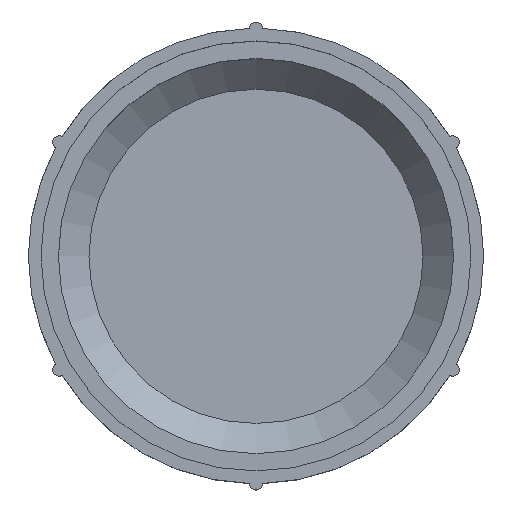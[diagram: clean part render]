
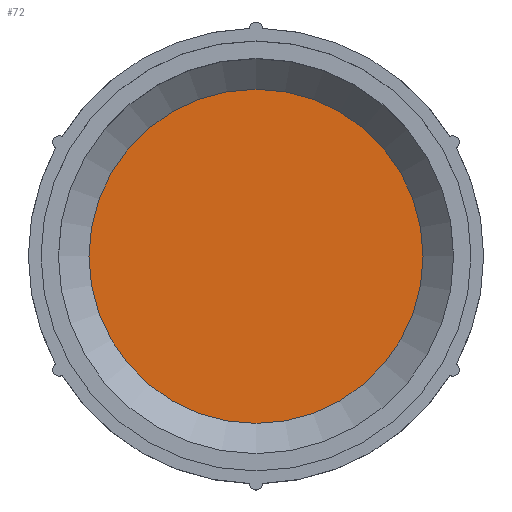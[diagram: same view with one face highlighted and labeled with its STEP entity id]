
A CAD part, top view. The second image highlights one B-rep face of the part: STEP entity #72.
In plain terms, the highlighted planar face has unit normal (0, 0, 1).
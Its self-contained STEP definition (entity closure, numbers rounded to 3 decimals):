
#72 = ADVANCED_FACE( '', ( #160 ), #161, .F. );
#160 = FACE_OUTER_BOUND( '', #259, .T. );
#161 = PLANE( '', #260 );
#259 = EDGE_LOOP( '', ( #390 ) );
#260 = AXIS2_PLACEMENT_3D( '', #391, #392, #393 );
#390 = ORIENTED_EDGE( '', *, *, #578, .T. );
#391 = CARTESIAN_POINT( '', ( 0., 0., 1. ) );
#392 = DIRECTION( '', ( 0., 0., -1. ) );
#393 = DIRECTION( '', ( -1., 0., 0. ) );
#578 = EDGE_CURVE( '', #686, #686, #687, .T. );
#686 = VERTEX_POINT( '', #834 );
#687 = CIRCLE( '', #835, 13.21 );
#834 = CARTESIAN_POINT( '', ( 13.21, 0., 1. ) );
#835 = AXIS2_PLACEMENT_3D( '', #997, #998, #999 );
#997 = CARTESIAN_POINT( '', ( 0., 0., 1. ) );
#998 = DIRECTION( '', ( 0., 0., 1. ) );
#999 = DIRECTION( '', ( 1., 0., 0. ) );
